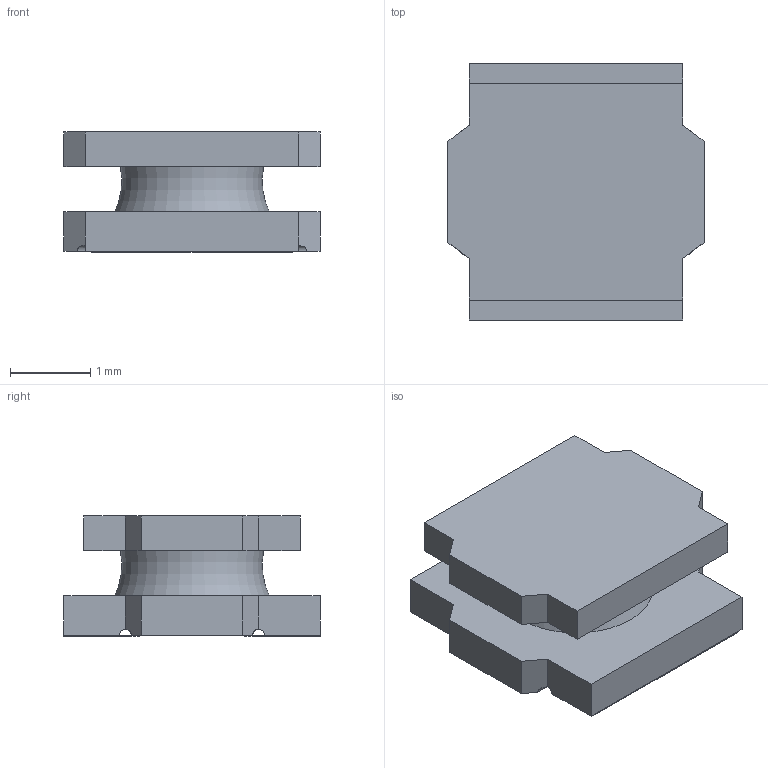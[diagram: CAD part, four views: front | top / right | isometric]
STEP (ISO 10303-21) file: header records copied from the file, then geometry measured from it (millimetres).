
FILE_DESCRIPTION(/* description */ (''),/* implementation_level */ '2;1');
FILE_NAME(/* name */ 'sunlord-inductor SWPA3015S v1.step',/* time_stamp */ '2022-10-11T20:42:33-04:00',/* author */ (''),/* organization */ (''),/* preprocessor_version */ 'ST-DEVELOPER v19',/* originating_system */ 'Autodesk Translation Framework v11.7.0.108',/* authorisation */ '');
FILE_SCHEMA (('AUTOMOTIVE_DESIGN { 1 0 10303 214 3 1 1 }'));
Length unit declared in the file: millimetre
Products named in the file (1): sunlord-inductor SWPA3015S
Bounding box: 3.2 x 3.2 x 1.5 mm (x, y, z)
Volume: 9.5 mm3; surface area: 53.4 mm2
Topology: 3 solids, 3 shells, 49 faces, 123 edges, 82 vertices
Faces by surface type: plane 42, cylinder 6, torus 1
Entity records: 1487 total; most frequent: CARTESIAN_POINT 255, ORIENTED_EDGE 246, DIRECTION 242, EDGE_CURVE 123, LINE 104, VECTOR 104, VERTEX_POINT 82, AXIS2_PLACEMENT_3D 69
